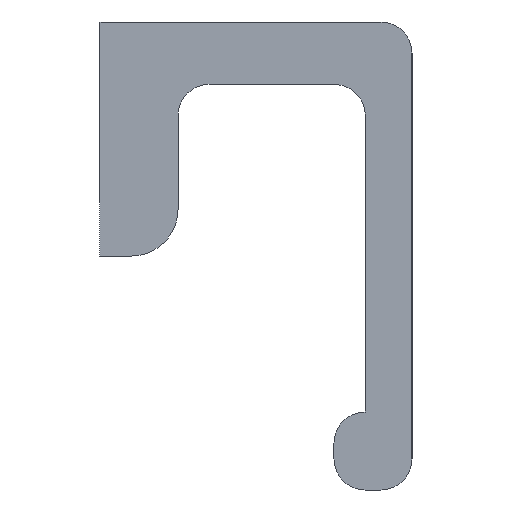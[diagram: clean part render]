
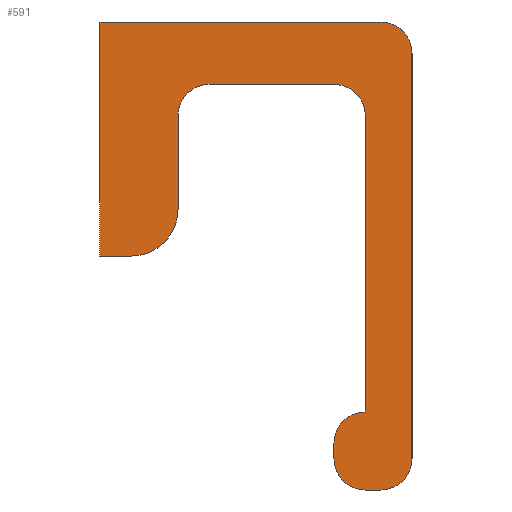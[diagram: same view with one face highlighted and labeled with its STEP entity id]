
A CAD part, left-side view. The second image highlights one B-rep face of the part: STEP entity #591.
In plain terms, the highlighted free-form (B-spline) face has degree [1, 1] with [2, 2] control points.
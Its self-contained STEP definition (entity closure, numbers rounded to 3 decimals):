
#416=CARTESIAN_POINT('',(0.0,-20.999,1.498));
#417=CARTESIAN_POINT('',(0.0,0.999,1.498));
#418=CARTESIAN_POINT('',(0.0,-20.999,-31.499));
#419=CARTESIAN_POINT('',(0.0,0.999,-31.499));
#420=B_SPLINE_SURFACE_WITH_KNOTS('',1,1,((#416,#418),(#417,#419)),.UNSPECIFIED.,.F.,.F.,.U.,(2,2),(2,2),(0.0,21.998),(0.0,32.997),.UNSPECIFIED.);
#421=CARTESIAN_POINT('',(0.0,-18.0,0.0));
#422=VERTEX_POINT('',#421);
#423=CARTESIAN_POINT('',(0.0,-20.0,-2.));
#424=VERTEX_POINT('',#423);
#425=CARTESIAN_POINT('',(0.0,-18.0,0.0));
#426=CARTESIAN_POINT('',(0.0,-20.,0.));
#427=CARTESIAN_POINT('',(0.0,-20.0,-2.));
#435=(BOUNDED_CURVE()B_SPLINE_CURVE(2,(#425,#426,#427),.UNSPECIFIED.,.F.,.U.)CURVE()GEOMETRIC_REPRESENTATION_ITEM()QUASI_UNIFORM_CURVE()RATIONAL_B_SPLINE_CURVE((1.0,0.707,1.0))REPRESENTATION_ITEM(''));
#436=EDGE_CURVE('',#422,#424,#435,.T.);
#437=ORIENTED_EDGE('',*,*,#436,.F.);
#438=CARTESIAN_POINT('',(0.0,0.0,0.0));
#439=VERTEX_POINT('',#438);
#440=CARTESIAN_POINT('',(0.0,0.0,0.0));
#441=CARTESIAN_POINT('',(0.0,-18.0,0.0));
#442=QUASI_UNIFORM_CURVE('',1,(#440,#441),.UNSPECIFIED.,.F.,.U.);
#443=EDGE_CURVE('',#439,#422,#442,.T.);
#444=ORIENTED_EDGE('',*,*,#443,.F.);
#445=CARTESIAN_POINT('',(0.0,0.0,-15.0));
#446=VERTEX_POINT('',#445);
#447=CARTESIAN_POINT('',(0.0,0.0,-15.0));
#448=CARTESIAN_POINT('',(0.0,0.0,0.0));
#449=QUASI_UNIFORM_CURVE('',1,(#447,#448),.UNSPECIFIED.,.F.,.U.);
#450=EDGE_CURVE('',#446,#439,#449,.T.);
#451=ORIENTED_EDGE('',*,*,#450,.F.);
#452=CARTESIAN_POINT('',(0.0,-2.0,-15.0));
#453=VERTEX_POINT('',#452);
#454=CARTESIAN_POINT('',(0.0,-2.0,-15.0));
#455=CARTESIAN_POINT('',(0.0,0.0,-15.0));
#456=QUASI_UNIFORM_CURVE('',1,(#454,#455),.UNSPECIFIED.,.F.,.U.);
#457=EDGE_CURVE('',#453,#446,#456,.T.);
#458=ORIENTED_EDGE('',*,*,#457,.F.);
#459=CARTESIAN_POINT('',(0.0,-5.,-12.0));
#460=VERTEX_POINT('',#459);
#461=CARTESIAN_POINT('',(0.0,-5.,-12.0));
#462=CARTESIAN_POINT('',(0.0,-5.,-15.));
#463=CARTESIAN_POINT('',(0.0,-2.0,-15.0));
#471=(BOUNDED_CURVE()B_SPLINE_CURVE(2,(#461,#462,#463),.UNSPECIFIED.,.F.,.U.)CURVE()GEOMETRIC_REPRESENTATION_ITEM()QUASI_UNIFORM_CURVE()RATIONAL_B_SPLINE_CURVE((1.0,0.707,1.0))REPRESENTATION_ITEM(''));
#472=EDGE_CURVE('',#460,#453,#471,.T.);
#473=ORIENTED_EDGE('',*,*,#472,.F.);
#474=CARTESIAN_POINT('',(0.0,-5.,-6.0));
#475=VERTEX_POINT('',#474);
#476=CARTESIAN_POINT('',(0.0,-5.,-6.0));
#477=CARTESIAN_POINT('',(0.0,-5.,-12.0));
#478=QUASI_UNIFORM_CURVE('',1,(#476,#477),.UNSPECIFIED.,.F.,.U.);
#479=EDGE_CURVE('',#475,#460,#478,.T.);
#480=ORIENTED_EDGE('',*,*,#479,.F.);
#481=CARTESIAN_POINT('',(0.0,-7.,-4.0));
#482=VERTEX_POINT('',#481);
#483=CARTESIAN_POINT('',(0.0,-5.,-6.0));
#484=CARTESIAN_POINT('',(0.0,-5.,-4.));
#485=CARTESIAN_POINT('',(0.0,-7.,-4.0));
#493=(BOUNDED_CURVE()B_SPLINE_CURVE(2,(#483,#484,#485),.UNSPECIFIED.,.F.,.U.)CURVE()GEOMETRIC_REPRESENTATION_ITEM()QUASI_UNIFORM_CURVE()RATIONAL_B_SPLINE_CURVE((1.0,0.707,1.0))REPRESENTATION_ITEM(''));
#494=EDGE_CURVE('',#475,#482,#493,.T.);
#495=ORIENTED_EDGE('',*,*,#494,.T.);
#496=CARTESIAN_POINT('',(0.0,-15.0,-4.0));
#497=VERTEX_POINT('',#496);
#498=CARTESIAN_POINT('',(0.0,-15.0,-4.0));
#499=CARTESIAN_POINT('',(0.0,-7.,-4.0));
#500=QUASI_UNIFORM_CURVE('',1,(#498,#499),.UNSPECIFIED.,.F.,.U.);
#501=EDGE_CURVE('',#497,#482,#500,.T.);
#502=ORIENTED_EDGE('',*,*,#501,.F.);
#503=CARTESIAN_POINT('',(0.0,-17.0,-6.0));
#504=VERTEX_POINT('',#503);
#505=CARTESIAN_POINT('',(0.0,-15.0,-4.0));
#506=CARTESIAN_POINT('',(0.0,-17.,-4.));
#507=CARTESIAN_POINT('',(0.0,-17.0,-6.0));
#515=(BOUNDED_CURVE()B_SPLINE_CURVE(2,(#505,#506,#507),.UNSPECIFIED.,.F.,.U.)CURVE()GEOMETRIC_REPRESENTATION_ITEM()QUASI_UNIFORM_CURVE()RATIONAL_B_SPLINE_CURVE((1.0,0.707,1.0))REPRESENTATION_ITEM(''));
#516=EDGE_CURVE('',#497,#504,#515,.T.);
#517=ORIENTED_EDGE('',*,*,#516,.T.);
#518=CARTESIAN_POINT('',(0.0,-17.0,-25.0));
#519=VERTEX_POINT('',#518);
#520=CARTESIAN_POINT('',(0.0,-17.0,-25.0));
#521=CARTESIAN_POINT('',(0.0,-17.0,-6.0));
#522=QUASI_UNIFORM_CURVE('',1,(#520,#521),.UNSPECIFIED.,.F.,.U.);
#523=EDGE_CURVE('',#519,#504,#522,.T.);
#524=ORIENTED_EDGE('',*,*,#523,.F.);
#525=CARTESIAN_POINT('',(0.0,-15.0,-27.0));
#526=VERTEX_POINT('',#525);
#527=CARTESIAN_POINT('',(0.0,-15.0,-27.0));
#528=CARTESIAN_POINT('',(0.0,-15.,-25.0));
#529=CARTESIAN_POINT('',(0.0,-17.0,-25.0));
#537=(BOUNDED_CURVE()B_SPLINE_CURVE(2,(#527,#528,#529),.UNSPECIFIED.,.F.,.U.)CURVE()GEOMETRIC_REPRESENTATION_ITEM()QUASI_UNIFORM_CURVE()RATIONAL_B_SPLINE_CURVE((1.0,0.707,1.0))REPRESENTATION_ITEM(''));
#538=EDGE_CURVE('',#526,#519,#537,.T.);
#539=ORIENTED_EDGE('',*,*,#538,.F.);
#540=CARTESIAN_POINT('',(0.0,-15.0,-28.0));
#541=VERTEX_POINT('',#540);
#542=CARTESIAN_POINT('',(0.0,-15.0,-28.0));
#543=CARTESIAN_POINT('',(0.0,-15.0,-27.0));
#544=QUASI_UNIFORM_CURVE('',1,(#542,#543),.UNSPECIFIED.,.F.,.U.);
#545=EDGE_CURVE('',#541,#526,#544,.T.);
#546=ORIENTED_EDGE('',*,*,#545,.F.);
#547=CARTESIAN_POINT('',(0.0,-17.0,-30.0));
#548=VERTEX_POINT('',#547);
#549=CARTESIAN_POINT('',(0.0,-17.0,-30.0));
#550=CARTESIAN_POINT('',(0.0,-15.,-30.));
#551=CARTESIAN_POINT('',(0.0,-15.0,-28.0));
#559=(BOUNDED_CURVE()B_SPLINE_CURVE(2,(#549,#550,#551),.UNSPECIFIED.,.F.,.U.)CURVE()GEOMETRIC_REPRESENTATION_ITEM()QUASI_UNIFORM_CURVE()RATIONAL_B_SPLINE_CURVE((1.0,0.707,1.0))REPRESENTATION_ITEM(''));
#560=EDGE_CURVE('',#548,#541,#559,.T.);
#561=ORIENTED_EDGE('',*,*,#560,.F.);
#562=CARTESIAN_POINT('',(0.0,-18.0,-30.0));
#563=VERTEX_POINT('',#562);
#564=CARTESIAN_POINT('',(0.0,-18.0,-30.0));
#565=CARTESIAN_POINT('',(0.0,-17.0,-30.0));
#566=QUASI_UNIFORM_CURVE('',1,(#564,#565),.UNSPECIFIED.,.F.,.U.);
#567=EDGE_CURVE('',#563,#548,#566,.T.);
#568=ORIENTED_EDGE('',*,*,#567,.F.);
#569=CARTESIAN_POINT('',(0.0,-20.0,-28.0));
#570=VERTEX_POINT('',#569);
#571=CARTESIAN_POINT('',(0.0,-20.0,-28.0));
#572=CARTESIAN_POINT('',(0.0,-20.,-30.));
#573=CARTESIAN_POINT('',(0.0,-18.0,-30.0));
#581=(BOUNDED_CURVE()B_SPLINE_CURVE(2,(#571,#572,#573),.UNSPECIFIED.,.F.,.U.)CURVE()GEOMETRIC_REPRESENTATION_ITEM()QUASI_UNIFORM_CURVE()RATIONAL_B_SPLINE_CURVE((1.0,0.707,1.0))REPRESENTATION_ITEM(''));
#582=EDGE_CURVE('',#570,#563,#581,.T.);
#583=ORIENTED_EDGE('',*,*,#582,.F.);
#584=CARTESIAN_POINT('',(0.0,-20.0,-2.));
#585=CARTESIAN_POINT('',(0.0,-20.0,-28.0));
#586=QUASI_UNIFORM_CURVE('',1,(#584,#585),.UNSPECIFIED.,.F.,.U.);
#587=EDGE_CURVE('',#424,#570,#586,.T.);
#588=ORIENTED_EDGE('',*,*,#587,.F.);
#589=EDGE_LOOP('',(#437,#444,#451,#458,#473,#480,#495,#502,#517,#524,#539,#546,#561,#568,#583,#588));
#590=FACE_OUTER_BOUND('',#589,.T.);
#591=ADVANCED_FACE('',(#590),#420,.T.);
